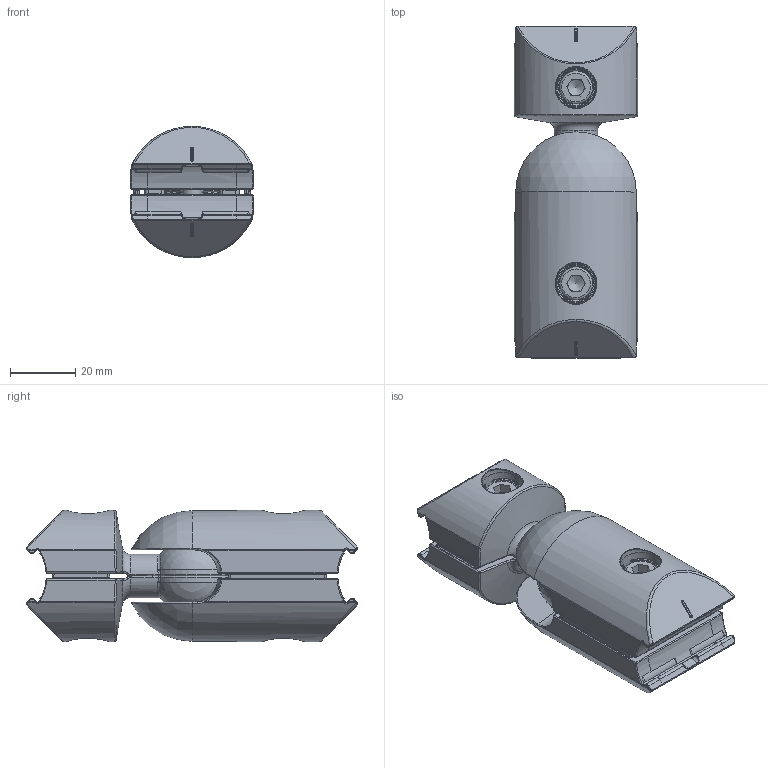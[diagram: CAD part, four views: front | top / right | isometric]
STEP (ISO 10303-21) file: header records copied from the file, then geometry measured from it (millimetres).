
FILE_DESCRIPTION(/* description */ ('KriTec Kugel-Kreuzverbinder D30'),/* implementation_level */ '2;1');
FILE_NAME(/* name */ '22127_KriTec_Kugel-Kreuzverbinder_D30.stp',/* time_stamp */ '2021-04-07T13:54:14+02:00',/* author */ ('jendrek'),/* organization */ (''),/* preprocessor_version */ 'ST-DEVELOPER v17',/* originating_system */ 'Autodesk Inventor 2018',/* authorisation */ '');
FILE_SCHEMA (('AUTOMOTIVE_DESIGN { 1 0 10303 214 3 1 1 }'));
Length unit declared in the file: millimetre
Products named in the file (5): 22127; 099RV30KR01_099RV30KR01; 2; 4iso10511m06m_4iso10511m06m; cap screw ISO 4762 M6x28_ISO 4762 M6
Assembly tree (8 placements, depth 2):
  22127
    099RV30KR01_099RV30KR01  x2
    2  x2
    4iso10511m06m_4iso10511m06m  x2
    cap screw ISO 4762 M6x28_ISO 4762 M6  x2
Bounding box: 37.78 x 101.71 x 40.2 mm (x, y, z)
Volume: 78191.1 mm3; surface area: 38385.4 mm2
Topology: 8 solids, 8 shells, 2926 faces, 6922 edges, 4004 vertices
Faces by surface type: bspline 1390, cylinder 738, plane 398, torus 224, cone 112, sphere 64
Full cylindrical faces by diameter (mm): 5 x2, 6 x4, 7.143 x2, 10 x4
Entity records: 74775 total; most frequent: CARTESIAN_POINT 44611, ORIENTED_EDGE 6850, DIRECTION 5829, EDGE_CURVE 3425, AXIS2_PLACEMENT_3D 2533, VERTEX_POINT 2002, EDGE_LOOP 1501, FACE_OUTER_BOUND 1463
